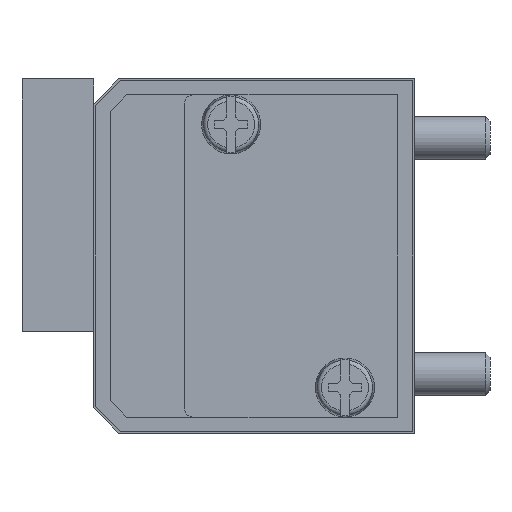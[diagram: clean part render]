
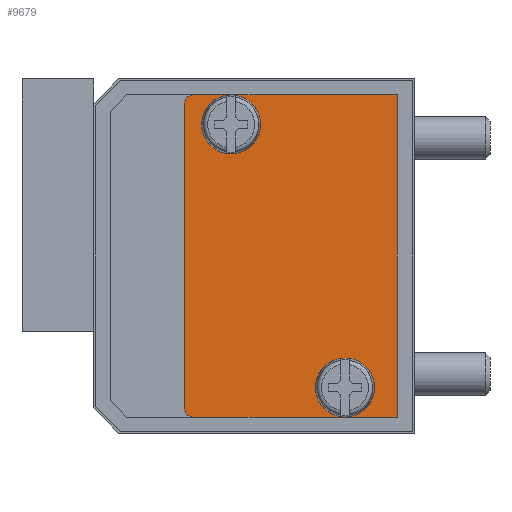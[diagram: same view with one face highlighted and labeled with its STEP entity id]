
A CAD part, left-side view. The second image highlights one B-rep face of the part: STEP entity #9679.
In plain terms, the highlighted planar face has unit normal (-1, 0, 0).
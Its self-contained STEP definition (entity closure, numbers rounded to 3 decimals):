
#555=LINE('',#13921,#1189);
#556=LINE('',#13923,#1190);
#558=LINE('',#13927,#1192);
#560=LINE('',#13931,#1194);
#561=LINE('',#13933,#1195);
#576=LINE('',#13978,#1210);
#1189=VECTOR('',#11703,1000.);
#1190=VECTOR('',#11704,1000.);
#1192=VECTOR('',#11708,1000.);
#1194=VECTOR('',#11712,1000.);
#1195=VECTOR('',#11713,1000.);
#1210=VECTOR('',#11766,1000.);
#1586=PLANE('',#10254);
#1845=CIRCLE('',#10250,1.);
#1846=CIRCLE('',#10252,1.);
#1847=CIRCLE('',#10255,3.5);
#1848=CIRCLE('',#10256,3.5);
#3095=ORIENTED_EDGE('',*,*,#4585,.F.);
#3096=ORIENTED_EDGE('',*,*,#4555,.F.);
#3097=ORIENTED_EDGE('',*,*,#4581,.F.);
#3098=ORIENTED_EDGE('',*,*,#4584,.F.);
#3099=ORIENTED_EDGE('',*,*,#4582,.F.);
#3100=ORIENTED_EDGE('',*,*,#4561,.F.);
#3101=ORIENTED_EDGE('',*,*,#4586,.F.);
#3102=ORIENTED_EDGE('',*,*,#4560,.F.);
#3103=ORIENTED_EDGE('',*,*,#4558,.F.);
#3104=ORIENTED_EDGE('',*,*,#4556,.F.);
#4555=EDGE_CURVE('',#5381,#5382,#555,.T.);
#4556=EDGE_CURVE('',#5382,#5383,#556,.T.);
#4558=EDGE_CURVE('',#5383,#5384,#558,.T.);
#4560=EDGE_CURVE('',#5384,#5385,#560,.T.);
#4561=EDGE_CURVE('',#5385,#5386,#561,.T.);
#4581=EDGE_CURVE('',#5395,#5381,#1845,.T.);
#4582=EDGE_CURVE('',#5386,#5396,#1846,.T.);
#4584=EDGE_CURVE('',#5396,#5395,#576,.T.);
#4585=EDGE_CURVE('',#5382,#5382,#1847,.F.);
#4586=EDGE_CURVE('',#5385,#5385,#1848,.F.);
#5381=VERTEX_POINT('',#13920);
#5382=VERTEX_POINT('',#13922);
#5383=VERTEX_POINT('',#13924);
#5384=VERTEX_POINT('',#13928);
#5385=VERTEX_POINT('',#13932);
#5386=VERTEX_POINT('',#13934);
#5395=VERTEX_POINT('',#13971);
#5396=VERTEX_POINT('',#13975);
#5980=EDGE_LOOP('',(#3095,#3096,#3097,#3098,#3099,#3100,#3101,#3102,#3103,
#3104));
#6448=FACE_BOUND('',#5980,.T.);
#9679=ADVANCED_FACE('',(#6448),#1586,.F.);
#10250=AXIS2_PLACEMENT_3D('',#13972,#11757,#11758);
#10252=AXIS2_PLACEMENT_3D('',#13974,#11761,#11762);
#10254=AXIS2_PLACEMENT_3D('',#13979,#11767,#11768);
#10255=AXIS2_PLACEMENT_3D('',#13980,#11769,#11770);
#10256=AXIS2_PLACEMENT_3D('',#13981,#11771,#11772);
#11703=DIRECTION('',(0.,-1.,0.));
#11704=DIRECTION('',(0.,-1.,0.));
#11708=DIRECTION('',(0.,0.,-1.));
#11712=DIRECTION('',(0.,1.,0.));
#11713=DIRECTION('',(0.,1.,0.));
#11757=DIRECTION('',(1.,0.,0.));
#11758=DIRECTION('',(0.,0.,-1.));
#11761=DIRECTION('',(1.,0.,0.));
#11762=DIRECTION('',(0.,0.,-1.));
#11766=DIRECTION('',(0.,0.,1.));
#11767=DIRECTION('',(1.,0.,0.));
#11768=DIRECTION('',(0.,0.,-1.));
#11769=DIRECTION('',(1.,0.,0.));
#11770=DIRECTION('',(0.,0.,-1.));
#11771=DIRECTION('',(1.,0.,0.));
#11772=DIRECTION('',(0.,0.,-1.));
#13920=CARTESIAN_POINT('',(-49.2,26.2,19.1));
#13921=CARTESIAN_POINT('',(-49.2,26.2,19.1));
#13922=CARTESIAN_POINT('',(-49.2,21.7,19.1));
#13923=CARTESIAN_POINT('',(-49.2,26.2,19.1));
#13924=CARTESIAN_POINT('',(-49.2,2.,19.1));
#13927=CARTESIAN_POINT('',(-49.2,2.,19.1));
#13928=CARTESIAN_POINT('',(-49.2,2.,-19.1));
#13931=CARTESIAN_POINT('',(-49.2,2.,-19.1));
#13932=CARTESIAN_POINT('',(-49.2,8.2,-19.1));
#13933=CARTESIAN_POINT('',(-49.2,2.,-19.1));
#13934=CARTESIAN_POINT('',(-49.2,26.2,-19.1));
#13971=CARTESIAN_POINT('',(-49.2,27.2,18.1));
#13972=CARTESIAN_POINT('',(-49.2,26.2,18.1));
#13974=CARTESIAN_POINT('',(-49.2,26.2,-18.1));
#13975=CARTESIAN_POINT('',(-49.2,27.2,-18.1));
#13978=CARTESIAN_POINT('',(-49.2,27.2,-18.1));
#13979=CARTESIAN_POINT('',(-49.2,26.2,18.1));
#13980=CARTESIAN_POINT('',(-49.2,21.7,15.6));
#13981=CARTESIAN_POINT('',(-49.2,8.2,-15.6));
